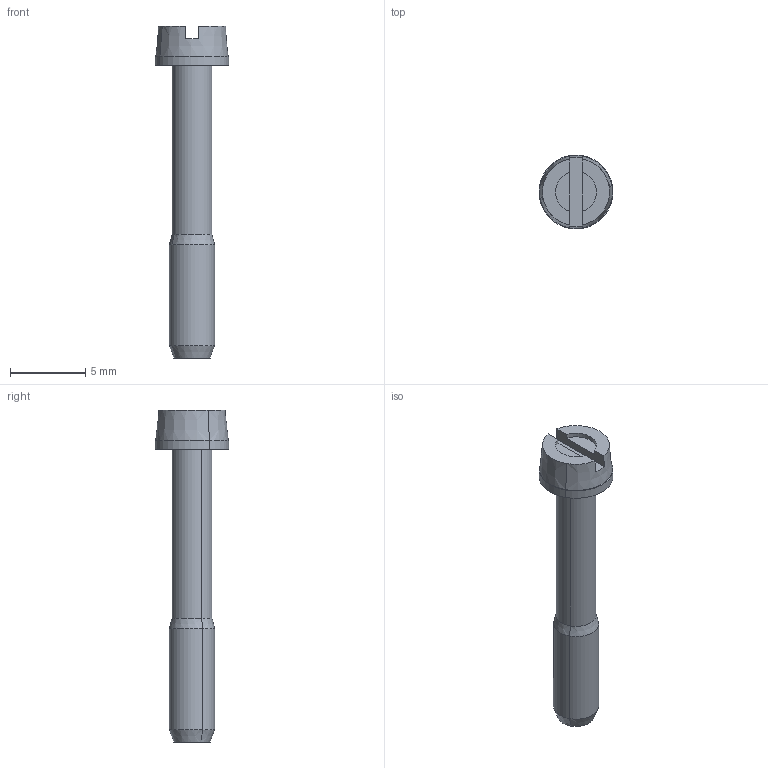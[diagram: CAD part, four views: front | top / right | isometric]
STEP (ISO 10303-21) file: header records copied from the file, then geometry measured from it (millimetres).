
FILE_DESCRIPTION(('CATIA V5 STEP Exchange','CAx-IF Rec.Pracs.--- Model Styling and Organization---1.4--- 2014-01-23'),'2;1');
FILE_NAME ('D1445918_0', '2020-03-09T09:18:52+00:00', ('none'), ('Weidmueller'), 'CATIA Version 5-6 Release 2016 SP3 HF44', 'CATIA V5 STEP AP214', 'none');
FILE_SCHEMA(('AUTOMOTIVE_DESIGN { 1 0 10303 214 1 1 1 1 }'));
Length unit declared in the file: millimetre
Products named in the file (1): 0377100000
Bounding box: 4.9 x 4.9 x 22 mm (x, y, z)
Volume: 158.8 mm3; surface area: 284.3 mm2
Topology: 2 solids, 2 shells, 29 faces, 66 edges, 42 vertices
Faces by surface type: cylinder 12, plane 11, cone 6
Entity records: 761 total; most frequent: CARTESIAN_POINT 138, ORIENTED_EDGE 132, DIRECTION 96, EDGE_CURVE 66, AXIS2_PLACEMENT_3D 52, VERTEX_POINT 42, CIRCLE 34, EDGE_LOOP 32
